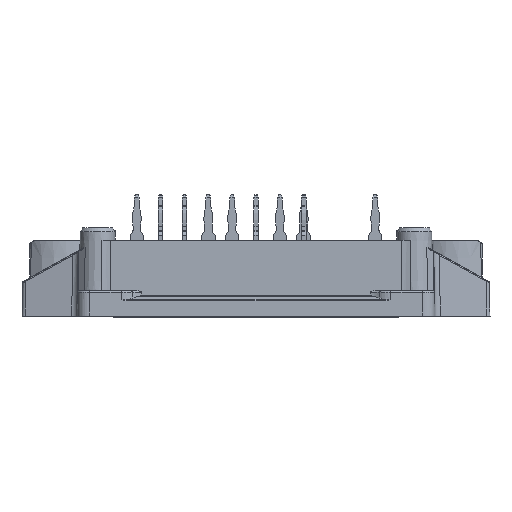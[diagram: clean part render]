
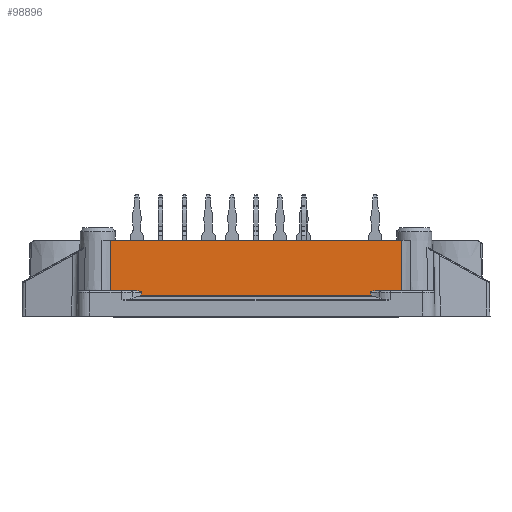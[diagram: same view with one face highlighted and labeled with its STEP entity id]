
A CAD part, front view. The second image highlights one B-rep face of the part: STEP entity #98896.
In plain terms, the highlighted planar face has unit normal (0, -1, 0.018).
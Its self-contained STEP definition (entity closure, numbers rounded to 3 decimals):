
#5149=B_SPLINE_CURVE_WITH_KNOTS('',3,(#136832,#136833,#136834,#136835),
 .UNSPECIFIED.,.F.,.F.,(4,4),(0.001,0.001),
 .UNSPECIFIED.);
#5150=B_SPLINE_CURVE_WITH_KNOTS('',3,(#136840,#136841,#136842,#136843),
 .UNSPECIFIED.,.F.,.F.,(4,4),(0.,0.001),
 .UNSPECIFIED.);
#5151=B_SPLINE_CURVE_WITH_KNOTS('',3,(#136845,#136846,#136847,#136848,#136849,
#136850,#136851,#136852),.UNSPECIFIED.,.F.,.F.,(4,1,1,1,1,4),(0.,
0.,0.,0.,0.001,
0.001),.UNSPECIFIED.);
#5152=B_SPLINE_CURVE_WITH_KNOTS('',3,(#136856,#136857,#136858,#136859),
 .UNSPECIFIED.,.F.,.F.,(4,4),(0.,0.007),.UNSPECIFIED.);
#5153=B_SPLINE_CURVE_WITH_KNOTS('',3,(#136860,#136861,#136862,#136863),
 .UNSPECIFIED.,.F.,.F.,(4,4),(0.,0.007),
 .UNSPECIFIED.);
#5154=B_SPLINE_CURVE_WITH_KNOTS('',3,(#136867,#136868,#136869,#136870,#136871,
#136872,#136873),.UNSPECIFIED.,.F.,.F.,(4,1,1,1,4),(0.,0.,
0.001,0.001,0.001),
 .UNSPECIFIED.);
#7725=ORIENTED_EDGE('',*,*,#28700,.F.);
#7726=ORIENTED_EDGE('',*,*,#28701,.T.);
#7727=ORIENTED_EDGE('',*,*,#28702,.F.);
#7728=ORIENTED_EDGE('',*,*,#28703,.T.);
#7729=ORIENTED_EDGE('',*,*,#28704,.T.);
#7730=ORIENTED_EDGE('',*,*,#28705,.T.);
#7731=ORIENTED_EDGE('',*,*,#27157,.F.);
#7732=ORIENTED_EDGE('',*,*,#28706,.T.);
#7733=ORIENTED_EDGE('',*,*,#28707,.F.);
#7734=ORIENTED_EDGE('',*,*,#28708,.T.);
#27157=EDGE_CURVE('',#37697,#37698,#44033,.T.);
#28700=EDGE_CURVE('',#39155,#39156,#5149,.T.);
#28701=EDGE_CURVE('',#39155,#39157,#44773,.T.);
#28702=EDGE_CURVE('',#39158,#39157,#5150,.T.);
#28703=EDGE_CURVE('',#39158,#39159,#5151,.T.);
#28704=EDGE_CURVE('',#39159,#39160,#44774,.T.);
#28705=EDGE_CURVE('',#39160,#37698,#5152,.T.);
#28706=EDGE_CURVE('',#37697,#39161,#5153,.T.);
#28707=EDGE_CURVE('',#39162,#39161,#44775,.T.);
#28708=EDGE_CURVE('',#39162,#39156,#5154,.T.);
#37697=VERTEX_POINT('',#133180);
#37698=VERTEX_POINT('',#133182);
#39155=VERTEX_POINT('',#136836);
#39156=VERTEX_POINT('',#136837);
#39157=VERTEX_POINT('',#136839);
#39158=VERTEX_POINT('',#136844);
#39159=VERTEX_POINT('',#136853);
#39160=VERTEX_POINT('',#136855);
#39161=VERTEX_POINT('',#136864);
#39162=VERTEX_POINT('',#136866);
#44033=LINE('',#133181,#51025);
#44773=LINE('',#136838,#51765);
#44774=LINE('',#136854,#51766);
#44775=LINE('',#136865,#51767);
#51025=VECTOR('',#111080,1000.);
#51765=VECTOR('',#113388,1000.);
#51766=VECTOR('',#113389,1000.);
#51767=VECTOR('',#113390,1000.);
#58090=EDGE_LOOP('',(#7725,#7726,#7727,#7728,#7729,#7730,#7731,#7732,#7733,
#7734));
#62596=FACE_BOUND('',#58090,.T.);
#66891=PLANE('',#104045);
#98896=ADVANCED_FACE('',(#62596),#66891,.T.);
#104045=AXIS2_PLACEMENT_3D('',#136831,#113386,#113387);
#111080=DIRECTION('',(1.,0.,0.));
#113386=DIRECTION('',(0.,-1.,0.017));
#113387=DIRECTION('',(0.,-0.017,-1.));
#113388=DIRECTION('',(1.,0.,0.));
#113389=DIRECTION('',(1.,0.,0.));
#113390=DIRECTION('',(-1.,0.,0.));
#133180=CARTESIAN_POINT('',(-19.525,-27.653,10.2));
#133181=CARTESIAN_POINT('',(-26.5,-27.653,10.2));
#133182=CARTESIAN_POINT('',(19.525,-27.653,10.2));
#136831=CARTESIAN_POINT('',(-26.5,-27.78,2.9));
#136832=CARTESIAN_POINT('',(-15.378,-27.781,2.822));
#136833=CARTESIAN_POINT('',(-15.379,-27.779,2.949));
#136834=CARTESIAN_POINT('',(-15.379,-27.777,3.076));
#136835=CARTESIAN_POINT('',(-15.379,-27.775,3.203));
#136836=CARTESIAN_POINT('',(-15.378,-27.781,2.822));
#136837=CARTESIAN_POINT('',(-15.379,-27.775,3.203));
#136838=CARTESIAN_POINT('',(-26.5,-27.781,2.822));
#136839=CARTESIAN_POINT('',(15.378,-27.781,2.822));
#136840=CARTESIAN_POINT('',(15.379,-27.775,3.203));
#136841=CARTESIAN_POINT('',(15.379,-27.777,3.076));
#136842=CARTESIAN_POINT('',(15.379,-27.779,2.949));
#136843=CARTESIAN_POINT('',(15.378,-27.781,2.822));
#136844=CARTESIAN_POINT('',(15.379,-27.775,3.203));
#136845=CARTESIAN_POINT('',(15.379,-27.775,3.203));
#136846=CARTESIAN_POINT('',(15.379,-27.774,3.235));
#136847=CARTESIAN_POINT('',(15.441,-27.773,3.274));
#136848=CARTESIAN_POINT('',(15.55,-27.773,3.32));
#136849=CARTESIAN_POINT('',(15.702,-27.772,3.361));
#136850=CARTESIAN_POINT('',(15.882,-27.771,3.392));
#136851=CARTESIAN_POINT('',(16.005,-27.771,3.4));
#136852=CARTESIAN_POINT('',(16.067,-27.771,3.4));
#136853=CARTESIAN_POINT('',(16.067,-27.771,3.4));
#136854=CARTESIAN_POINT('',(-26.5,-27.771,3.4));
#136855=CARTESIAN_POINT('',(19.511,-27.771,3.4));
#136856=CARTESIAN_POINT('',(19.511,-27.771,3.4));
#136857=CARTESIAN_POINT('',(19.516,-27.732,5.667));
#136858=CARTESIAN_POINT('',(19.521,-27.692,7.933));
#136859=CARTESIAN_POINT('',(19.525,-27.653,10.2));
#136860=CARTESIAN_POINT('',(-19.525,-27.653,10.2));
#136861=CARTESIAN_POINT('',(-19.521,-27.692,7.933));
#136862=CARTESIAN_POINT('',(-19.516,-27.732,5.667));
#136863=CARTESIAN_POINT('',(-19.511,-27.771,3.4));
#136864=CARTESIAN_POINT('',(-19.511,-27.771,3.4));
#136865=CARTESIAN_POINT('',(-26.5,-27.771,3.4));
#136866=CARTESIAN_POINT('',(-16.067,-27.771,3.4));
#136867=CARTESIAN_POINT('',(-16.067,-27.771,3.4));
#136868=CARTESIAN_POINT('',(-15.944,-27.771,3.4));
#136869=CARTESIAN_POINT('',(-15.762,-27.772,3.377));
#136870=CARTESIAN_POINT('',(-15.549,-27.773,3.32));
#136871=CARTESIAN_POINT('',(-15.44,-27.773,3.273));
#136872=CARTESIAN_POINT('',(-15.379,-27.774,3.235));
#136873=CARTESIAN_POINT('',(-15.379,-27.775,3.203));
